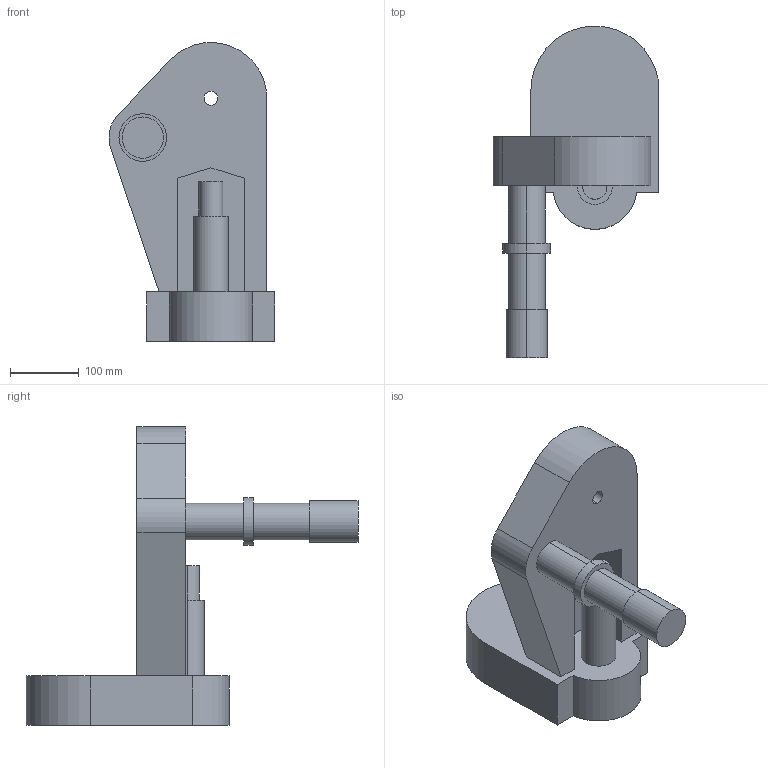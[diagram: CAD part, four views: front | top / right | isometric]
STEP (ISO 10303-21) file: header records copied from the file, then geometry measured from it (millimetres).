
FILE_DESCRIPTION (( 'STEP AP203' ), '1' );
FILE_NAME ('chaise_Défaut_sldprt.STEP', '2017-05-18T16:02:25', ( '' ), ( '' ), 'SwSTEP 2.0', 'SolidWorks 2016', '' );
FILE_SCHEMA (( 'CONFIG_CONTROL_DESIGN' ));
Length unit declared in the file: millimetre
Products named in the file (1): chaise_Défaut_sldprt
Bounding box: 241 x 482 x 433.93 mm (x, y, z)
Volume: 5323713.2 mm3; surface area: 493304.7 mm2
Topology: 1 solids, 1 shells, 47 faces, 111 edges, 74 vertices
Faces by surface type: plane 27, cylinder 20
Entity records: 1446 total; most frequent: DIRECTION 247, CARTESIAN_POINT 233, ORIENTED_EDGE 222, EDGE_CURVE 111, AXIS2_PLACEMENT_3D 88, VERTEX_POINT 74, LINE 71, VECTOR 71
